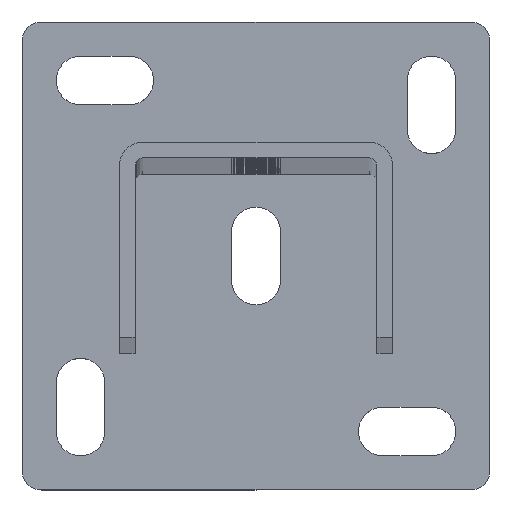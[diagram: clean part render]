
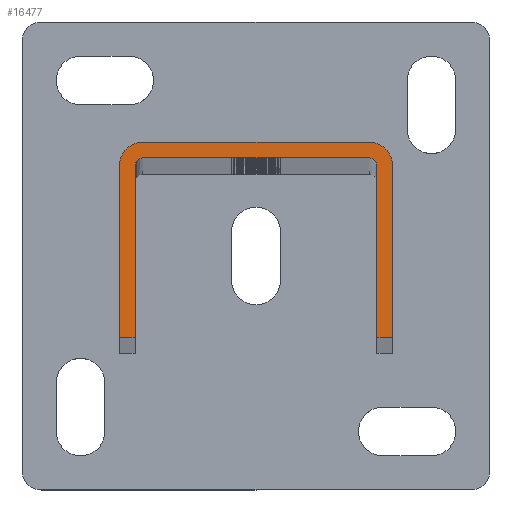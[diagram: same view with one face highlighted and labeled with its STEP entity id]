
A CAD part, top view. The second image highlights one B-rep face of the part: STEP entity #16477.
In plain terms, the highlighted planar face has unit normal (0, 0, 1).
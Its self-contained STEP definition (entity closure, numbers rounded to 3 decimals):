
#82 = VECTOR ( 'NONE', #5803, 1000. ) ;
#235 = CARTESIAN_POINT ( 'NONE',  ( 31., 19., 2408. ) ) ;
#335 = CARTESIAN_POINT ( 'NONE',  ( 31., -25., 2408. ) ) ;
#464 = VERTEX_POINT ( 'NONE', #4379 ) ;
#524 = DIRECTION ( 'NONE',  ( 1., 0., 0. ) ) ;
#679 = VERTEX_POINT ( 'NONE', #21815 ) ;
#796 = ORIENTED_EDGE ( 'NONE', *, *, #26597, .F. ) ;
#1407 = VECTOR ( 'NONE', #20214, 1000. ) ;
#1532 = ORIENTED_EDGE ( 'NONE', *, *, #9960, .T. ) ;
#1827 = FACE_OUTER_BOUND ( 'NONE', #25619, .T. ) ;
#2160 = ORIENTED_EDGE ( 'NONE', *, *, #18253, .T. ) ;
#2360 = CARTESIAN_POINT ( 'NONE',  ( 29., 19., 2408. ) ) ;
#2563 = ORIENTED_EDGE ( 'NONE', *, *, #5258, .F. ) ;
#2647 = AXIS2_PLACEMENT_3D ( 'NONE', #12970, #4849, #18927 ) ;
#2665 = EDGE_CURVE ( 'NONE', #679, #17075, #14469, .T. ) ;
#2906 = VECTOR ( 'NONE', #6286, 1000. ) ;
#3552 = VERTEX_POINT ( 'NONE', #335 ) ;
#4025 = DIRECTION ( 'NONE',  ( 0., 0., -1. ) ) ;
#4152 = CARTESIAN_POINT ( 'NONE',  ( 29., 19., 2408. ) ) ;
#4155 = CARTESIAN_POINT ( 'NONE',  ( -29., 25., 2408. ) ) ;
#4363 = CIRCLE ( 'NONE', #2647, 6. ) ;
#4379 = CARTESIAN_POINT ( 'NONE',  ( -29., 21., 2408. ) ) ;
#4555 = LINE ( 'NONE', #12816, #19099 ) ;
#4724 = ORIENTED_EDGE ( 'NONE', *, *, #14206, .F. ) ;
#4849 = DIRECTION ( 'NONE',  ( 0., 0., -1. ) ) ;
#4955 = DIRECTION ( 'NONE',  ( -1., 0., 0. ) ) ;
#5258 = EDGE_CURVE ( 'NONE', #23541, #3552, #19954, .T. ) ;
#5373 = CARTESIAN_POINT ( 'NONE',  ( 29., 19., 2408. ) ) ;
#5743 = VERTEX_POINT ( 'NONE', #20555 ) ;
#5803 = DIRECTION ( 'NONE',  ( 1., 0., 0. ) ) ;
#6072 = EDGE_CURVE ( 'NONE', #12424, #23541, #7684, .T. ) ;
#6208 = AXIS2_PLACEMENT_3D ( 'NONE', #2360, #20480, #10068 ) ;
#6286 = DIRECTION ( 'NONE',  ( 0., -1., 0. ) ) ;
#6524 = VERTEX_POINT ( 'NONE', #24145 ) ;
#7347 = CARTESIAN_POINT ( 'NONE',  ( -31., -25., 2408. ) ) ;
#7537 = VECTOR ( 'NONE', #10833, 1000. ) ;
#7684 = LINE ( 'NONE', #26196, #8773 ) ;
#8174 = PLANE ( 'NONE',  #6208 ) ;
#8773 = VECTOR ( 'NONE', #26601, 1000. ) ;
#8873 = EDGE_CURVE ( 'NONE', #6524, #24744, #17483, .T. ) ;
#9074 = CARTESIAN_POINT ( 'NONE',  ( -35., -25., 2408. ) ) ;
#9935 = CARTESIAN_POINT ( 'NONE',  ( 35., 19., 2408. ) ) ;
#9939 = CARTESIAN_POINT ( 'NONE',  ( 35., -25., 2408. ) ) ;
#9960 = EDGE_CURVE ( 'NONE', #17075, #3552, #26564, .T. ) ;
#10002 = CARTESIAN_POINT ( 'NONE',  ( -29., 21., 2408. ) ) ;
#10068 = DIRECTION ( 'NONE',  ( -1., 0., 0. ) ) ;
#10833 = DIRECTION ( 'NONE',  ( 1., 0., 0. ) ) ;
#11182 = CIRCLE ( 'NONE', #26274, 2. ) ;
#11429 = EDGE_CURVE ( 'NONE', #13710, #18561, #23702, .T. ) ;
#11483 = DIRECTION ( 'NONE',  ( 0., 0., -1. ) ) ;
#11912 = CARTESIAN_POINT ( 'NONE',  ( -29., 19., 2408. ) ) ;
#11957 = DIRECTION ( 'NONE',  ( 0., 1., 0. ) ) ;
#12424 = VERTEX_POINT ( 'NONE', #9935 ) ;
#12816 = CARTESIAN_POINT ( 'NONE',  ( -31., -25., 2408. ) ) ;
#12970 = CARTESIAN_POINT ( 'NONE',  ( -29., 19., 2408. ) ) ;
#13000 = CARTESIAN_POINT ( 'NONE',  ( -29., 25., 2408. ) ) ;
#13284 = VECTOR ( 'NONE', #25702, 1000. ) ;
#13516 = CARTESIAN_POINT ( 'NONE',  ( -31., 19., 2408. ) ) ;
#13710 = VERTEX_POINT ( 'NONE', #20609 ) ;
#14120 = EDGE_CURVE ( 'NONE', #24744, #18671, #4363, .T. ) ;
#14206 = EDGE_CURVE ( 'NONE', #5743, #12424, #21195, .T. ) ;
#14469 = CIRCLE ( 'NONE', #23945, 2. ) ;
#15325 = CARTESIAN_POINT ( 'NONE',  ( 31., 19., 2408. ) ) ;
#15588 = ORIENTED_EDGE ( 'NONE', *, *, #23964, .T. ) ;
#15838 = ORIENTED_EDGE ( 'NONE', *, *, #6072, .F. ) ;
#16477 = ADVANCED_FACE ( 'NONE', ( #1827 ), #8174, .F. ) ;
#16706 = ORIENTED_EDGE ( 'NONE', *, *, #14120, .F. ) ;
#17075 = VERTEX_POINT ( 'NONE', #15325 ) ;
#17483 = LINE ( 'NONE', #9074, #13284 ) ;
#18253 = EDGE_CURVE ( 'NONE', #464, #679, #18668, .T. ) ;
#18561 = VERTEX_POINT ( 'NONE', #13516 ) ;
#18668 = LINE ( 'NONE', #10002, #82 ) ;
#18671 = VERTEX_POINT ( 'NONE', #4155 ) ;
#18927 = DIRECTION ( 'NONE',  ( -1., 0., 0. ) ) ;
#19099 = VECTOR ( 'NONE', #4955, 1000. ) ;
#19479 = ORIENTED_EDGE ( 'NONE', *, *, #8873, .F. ) ;
#19728 = DIRECTION ( 'NONE',  ( -1., 0., 0. ) ) ;
#19764 = ORIENTED_EDGE ( 'NONE', *, *, #22063, .F. ) ;
#19954 = LINE ( 'NONE', #9939, #1407 ) ;
#20147 = DIRECTION ( 'NONE',  ( 1., 0., 0. ) ) ;
#20214 = DIRECTION ( 'NONE',  ( -1., 0., 0. ) ) ;
#20404 = CARTESIAN_POINT ( 'NONE',  ( -35., 19., 2408. ) ) ;
#20480 = DIRECTION ( 'NONE',  ( 0., 0., -1. ) ) ;
#20555 = CARTESIAN_POINT ( 'NONE',  ( 29., 25., 2408. ) ) ;
#20609 = CARTESIAN_POINT ( 'NONE',  ( -31., -25., 2408. ) ) ;
#21195 = CIRCLE ( 'NONE', #24643, 6. ) ;
#21562 = CARTESIAN_POINT ( 'NONE',  ( 35., -25., 2408. ) ) ;
#21815 = CARTESIAN_POINT ( 'NONE',  ( 29., 21., 2408. ) ) ;
#22063 = EDGE_CURVE ( 'NONE', #18671, #5743, #23135, .T. ) ;
#22409 = VECTOR ( 'NONE', #11957, 1000. ) ;
#22657 = ORIENTED_EDGE ( 'NONE', *, *, #2665, .T. ) ;
#23135 = LINE ( 'NONE', #13000, #7537 ) ;
#23541 = VERTEX_POINT ( 'NONE', #21562 ) ;
#23702 = LINE ( 'NONE', #7347, #22409 ) ;
#23945 = AXIS2_PLACEMENT_3D ( 'NONE', #4152, #4025, #524 ) ;
#23964 = EDGE_CURVE ( 'NONE', #18561, #464, #11182, .T. ) ;
#24145 = CARTESIAN_POINT ( 'NONE',  ( -35., -25., 2408. ) ) ;
#24643 = AXIS2_PLACEMENT_3D ( 'NONE', #5373, #11483, #19728 ) ;
#24744 = VERTEX_POINT ( 'NONE', #20404 ) ;
#25619 = EDGE_LOOP ( 'NONE', ( #1532, #2563, #15838, #4724, #19764, #16706, #19479, #796, #26651, #15588, #2160, #22657 ) ) ;
#25702 = DIRECTION ( 'NONE',  ( 0., 1., 0. ) ) ;
#26196 = CARTESIAN_POINT ( 'NONE',  ( 35., 19., 2408. ) ) ;
#26274 = AXIS2_PLACEMENT_3D ( 'NONE', #11912, #26620, #20147 ) ;
#26564 = LINE ( 'NONE', #235, #2906 ) ;
#26597 = EDGE_CURVE ( 'NONE', #13710, #6524, #4555, .T. ) ;
#26601 = DIRECTION ( 'NONE',  ( 0., -1., 0. ) ) ;
#26620 = DIRECTION ( 'NONE',  ( 0., 0., -1. ) ) ;
#26651 = ORIENTED_EDGE ( 'NONE', *, *, #11429, .T. ) ;
